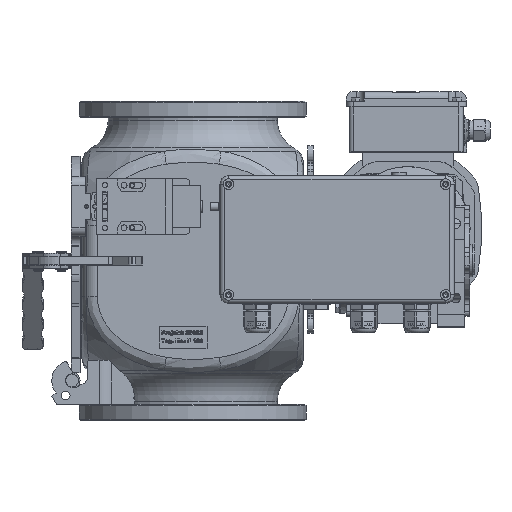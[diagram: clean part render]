
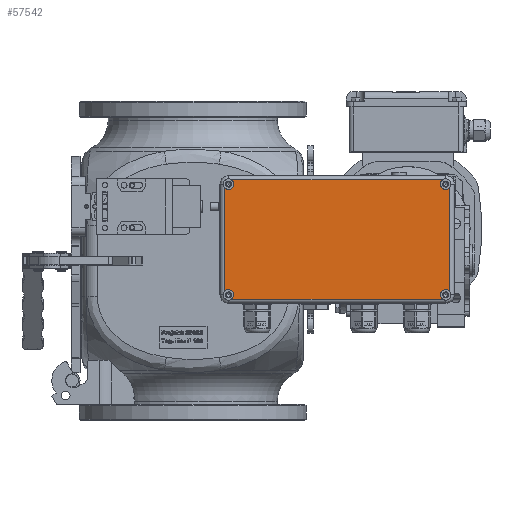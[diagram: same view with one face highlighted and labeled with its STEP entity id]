
A CAD part, left-side view. The second image highlights one B-rep face of the part: STEP entity #57542.
In plain terms, the highlighted planar face has unit normal (-1, 0, 0).
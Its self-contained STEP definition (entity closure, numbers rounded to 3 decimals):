
#2374=PLANE('',#62785);
#6885=LINE('',#104284,#11779);
#6887=LINE('',#104289,#11781);
#6915=LINE('',#104417,#11809);
#6918=LINE('',#104437,#11812);
#11779=VECTOR('',#77114,10.);
#11781=VECTOR('',#77120,10.);
#11809=VECTOR('',#77284,10.);
#11812=VECTOR('',#77297,10.);
#15235=FACE_OUTER_BOUND('',#18746,.T.);
#18746=EDGE_LOOP('',(#51029,#51030,#51031,#51032,#51033,#51034,#51035,#51036,
#51037,#51038));
#22167=CIRCLE('',#62663,5.);
#22169=CIRCLE('',#62665,5.);
#22173=CIRCLE('',#62672,5.);
#22181=CIRCLE('',#62684,5.);
#22186=CIRCLE('',#62692,5.);
#22187=CIRCLE('',#62693,5.);
#27393=VERTEX_POINT('',#104135);
#27395=VERTEX_POINT('',#104143);
#27397=VERTEX_POINT('',#104148);
#27401=VERTEX_POINT('',#104166);
#27403=VERTEX_POINT('',#104174);
#27411=VERTEX_POINT('',#104201);
#27413=VERTEX_POINT('',#104211);
#27418=VERTEX_POINT('',#104230);
#27420=VERTEX_POINT('',#104239);
#27421=VERTEX_POINT('',#104246);
#35347=EDGE_CURVE('',#27395,#27393,#22167,.T.);
#35350=EDGE_CURVE('',#27397,#27395,#22169,.T.);
#35357=EDGE_CURVE('',#27403,#27401,#22173,.T.);
#35371=EDGE_CURVE('',#27411,#27413,#22181,.T.);
#35379=EDGE_CURVE('',#27421,#27420,#22186,.T.);
#35381=EDGE_CURVE('',#27418,#27421,#22187,.T.);
#35391=EDGE_CURVE('',#27403,#27393,#6885,.T.);
#35394=EDGE_CURVE('',#27411,#27401,#6887,.T.);
#35458=EDGE_CURVE('',#27397,#27420,#6915,.T.);
#35465=EDGE_CURVE('',#27418,#27413,#6918,.T.);
#51029=ORIENTED_EDGE('',*,*,#35350,.T.);
#51030=ORIENTED_EDGE('',*,*,#35347,.T.);
#51031=ORIENTED_EDGE('',*,*,#35391,.F.);
#51032=ORIENTED_EDGE('',*,*,#35357,.T.);
#51033=ORIENTED_EDGE('',*,*,#35394,.F.);
#51034=ORIENTED_EDGE('',*,*,#35371,.T.);
#51035=ORIENTED_EDGE('',*,*,#35465,.F.);
#51036=ORIENTED_EDGE('',*,*,#35381,.T.);
#51037=ORIENTED_EDGE('',*,*,#35379,.T.);
#51038=ORIENTED_EDGE('',*,*,#35458,.F.);
#57542=ADVANCED_FACE('',(#15235),#2374,.F.);
#62663=AXIS2_PLACEMENT_3D('',#104144,#77025,#77026);
#62665=AXIS2_PLACEMENT_3D('',#104149,#77030,#77031);
#62672=AXIS2_PLACEMENT_3D('',#104175,#77045,#77046);
#62684=AXIS2_PLACEMENT_3D('',#104218,#77072,#77073);
#62692=AXIS2_PLACEMENT_3D('',#104247,#77089,#77090);
#62693=AXIS2_PLACEMENT_3D('',#104249,#77092,#77093);
#62785=AXIS2_PLACEMENT_3D('',#104466,#77319,#77320);
#77025=DIRECTION('center_axis',(1.,0.,0.));
#77026=DIRECTION('ref_axis',(0.,0.,
1.));
#77030=DIRECTION('center_axis',(1.,0.,0.));
#77031=DIRECTION('ref_axis',(0.,0.,
1.));
#77045=DIRECTION('center_axis',(1.,0.,0.));
#77046=DIRECTION('ref_axis',(0.,0.,
1.));
#77072=DIRECTION('center_axis',(1.,0.,0.));
#77073=DIRECTION('ref_axis',(0.,0.,
1.));
#77089=DIRECTION('center_axis',(1.,0.,0.));
#77090=DIRECTION('ref_axis',(0.,0.,
1.));
#77092=DIRECTION('center_axis',(1.,0.,0.));
#77093=DIRECTION('ref_axis',(0.,0.,
1.));
#77114=DIRECTION('',(0.,0.,1.));
#77120=DIRECTION('',(0.,1.,0.));
#77284=DIRECTION('',(0.,-1.,0.));
#77297=DIRECTION('',(0.,0.,-1.));
#77319=DIRECTION('center_axis',(1.,0.,0.));
#77320=DIRECTION('ref_axis',(0.,0.,
-1.));
#104135=CARTESIAN_POINT('',(-231.5,-29.6,68.5));
#104143=CARTESIAN_POINT('',(-231.5,-33.6,66.5));
#104144=CARTESIAN_POINT('Origin',(-231.5,-33.6,71.5));
#104148=CARTESIAN_POINT('',(-231.5,-36.6,75.5));
#104149=CARTESIAN_POINT('Origin',(-231.5,-33.6,71.5));
#104166=CARTESIAN_POINT('',(-231.5,-36.6,-36.5));
#104174=CARTESIAN_POINT('',(-231.5,-29.6,-29.5));
#104175=CARTESIAN_POINT('Origin',(-231.5,-33.6,-32.5));
#104201=CARTESIAN_POINT('',(-231.5,-234.6,-36.5));
#104211=CARTESIAN_POINT('',(-231.5,-241.6,-29.5));
#104218=CARTESIAN_POINT('Origin',(-231.5,-237.6,-32.5));
#104230=CARTESIAN_POINT('',(-231.5,-241.6,68.5));
#104239=CARTESIAN_POINT('',(-231.5,-234.6,75.5));
#104246=CARTESIAN_POINT('',(-231.5,-237.6,66.5));
#104247=CARTESIAN_POINT('Origin',(-231.5,-237.6,71.5));
#104249=CARTESIAN_POINT('Origin',(-231.5,-237.6,71.5));
#104284=CARTESIAN_POINT('',(-231.5,-29.6,49.5));
#104289=CARTESIAN_POINT('',(-231.5,-80.6,-36.5));
#104417=CARTESIAN_POINT('',(-231.5,-190.6,75.5));
#104437=CARTESIAN_POINT('',(-231.5,-241.6,-10.5));
#104466=CARTESIAN_POINT('Origin',(-231.5,-135.6,19.5));
